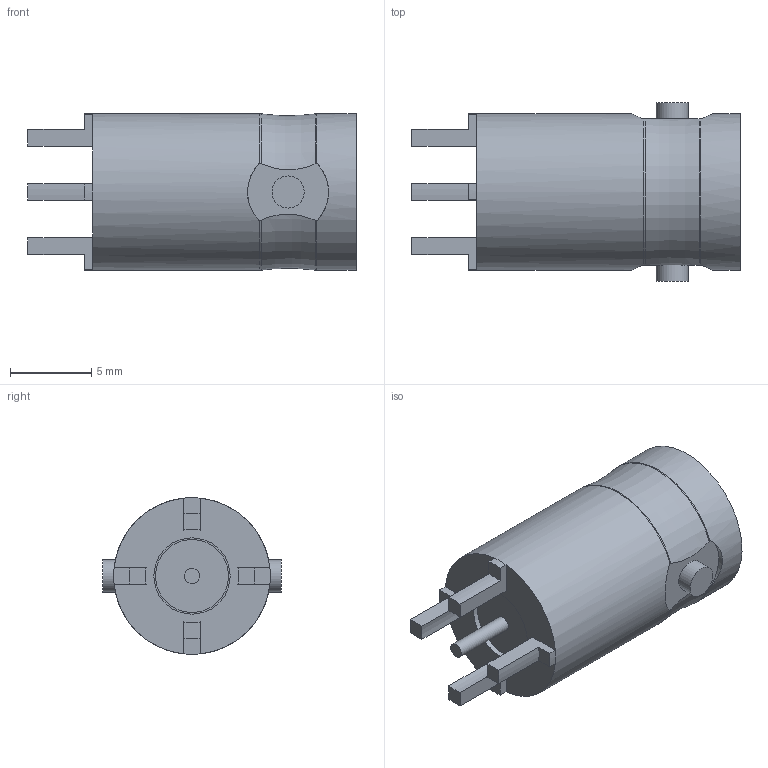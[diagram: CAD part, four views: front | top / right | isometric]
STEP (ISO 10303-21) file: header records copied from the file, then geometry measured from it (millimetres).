
FILE_DESCRIPTION(/* description */ ('Unknown'),/* implementation_level */ '2;1');
FILE_NAME(/* name */ '60712002241502',/* time_stamp */ '2023-05-24T16:55:44+02:00',/* author */ ('Unknown'),/* organization */ ('Unknown'),/* preprocessor_version */ 'ST-DEVELOPER v18.102',/* originating_system */ 'Solid Edge',/* authorisation */ 'Unknown');
FILE_SCHEMA (('AUTOMOTIVE_DESIGN {1 0 10303 214 3 1 1}'));
Length unit declared in the file: millimetre
Products named in the file (5): 60712002241502; 60712002241502_Housing; 60712002241502_insulator; 60711002241501_Lok_Ring; 60712002241502_Pin
Assembly tree (4 placements, depth 2):
  60712002241502
    60712002241502_Housing
    60712002241502_insulator
    60711002241501_Lok_Ring
    60712002241502_Pin
Bounding box: 20.24 x 11 x 9.65 mm (x, y, z)
Volume: 699.2 mm3; surface area: 1729.1 mm2
Topology: 5 solids, 5 shells, 113 faces, 251 edges, 163 vertices
Faces by surface type: plane 55, cylinder 44, torus 7, cone 7
Full cylindrical faces by diameter (mm): 0.91 x3, 1.3 x3, 1.98 x2, 2.1 x1, 2.2 x1, 4.5 x1, 4.6 x1, 4.7 x1, 5.85 x1, 6.2 x1, 7 x1, 7.15 x1, 8 x1, 8.2 x1, 8.4 x3, 9.65 x2
Entity records: 3094 total; most frequent: CARTESIAN_POINT 574, DIRECTION 530, ORIENTED_EDGE 424, AXIS2_PLACEMENT_3D 228, EDGE_CURVE 212, EDGE_LOOP 162, FACE_BOUND 162, VERTEX_POINT 152
